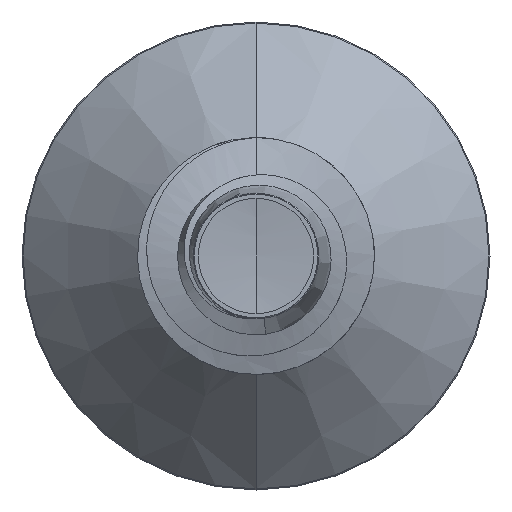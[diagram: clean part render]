
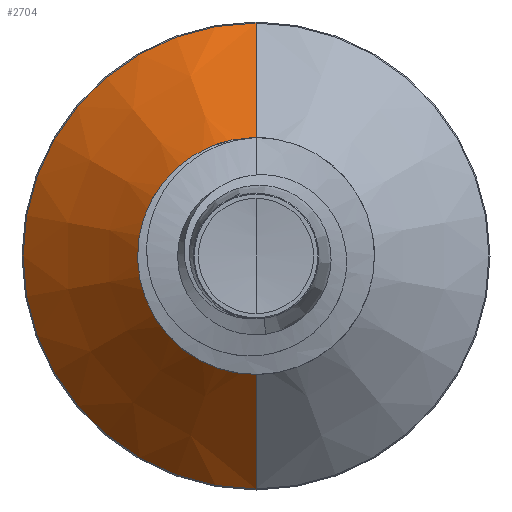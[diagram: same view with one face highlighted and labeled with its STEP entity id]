
A CAD part, front view. The second image highlights one B-rep face of the part: STEP entity #2704.
In plain terms, the highlighted conical face has half-angle 45 degrees and reference radius 3.632 mm.
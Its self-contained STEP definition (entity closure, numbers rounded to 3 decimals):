
#109 = VERTEX_POINT ( 'NONE', #4311 ) ;
#764 = VERTEX_POINT ( 'NONE', #3147 ) ;
#1645 = VERTEX_POINT ( 'NONE', #5066 ) ;
#1668 = FACE_OUTER_BOUND ( 'NONE', #1952, .T. ) ;
#1814 = DIRECTION ( 'NONE',  ( 0., 0., 1. ) ) ;
#1825 = DIRECTION ( 'NONE',  ( 0., 1., 0. ) ) ;
#1838 = CARTESIAN_POINT ( 'NONE',  ( 0., 11.515, 0. ) ) ;
#1952 = EDGE_LOOP ( 'NONE', ( #7827, #7691, #4869, #5402 ) ) ;
#2704 = ADVANCED_FACE ( 'NONE', ( #1668 ), #4105, .T. ) ;
#3147 = CARTESIAN_POINT ( 'NONE',  ( 0., 7.282, -3.632 ) ) ;
#3648 = EDGE_CURVE ( 'NONE', #1645, #109, #9167, .T. ) ;
#4105 = CONICAL_SURFACE ( 'NONE', #8950, 3.632, 0.785 ) ;
#4257 = CARTESIAN_POINT ( 'NONE',  ( 0., 7.282, 0. ) ) ;
#4311 = CARTESIAN_POINT ( 'NONE',  ( 0., 11.515, 7.865 ) ) ;
#4661 = VERTEX_POINT ( 'NONE', #8830 ) ;
#4869 = ORIENTED_EDGE ( 'NONE', *, *, #9675, .T. ) ;
#5066 = CARTESIAN_POINT ( 'NONE',  ( 0., 11.515, -7.865 ) ) ;
#5147 = CIRCLE ( 'NONE', #5542, 3.632 ) ;
#5402 = ORIENTED_EDGE ( 'NONE', *, *, #3648, .F. ) ;
#5440 = DIRECTION ( 'NONE',  ( 0., 0.707, 0.707 ) ) ;
#5448 = CARTESIAN_POINT ( 'NONE',  ( 0., 7.282, 3.632 ) ) ;
#5542 = AXIS2_PLACEMENT_3D ( 'NONE', #6708, #6706, #6698 ) ;
#5871 = VECTOR ( 'NONE', #5440, 1000. ) ;
#6328 = AXIS2_PLACEMENT_3D ( 'NONE', #1838, #1825, #1814 ) ;
#6348 = LINE ( 'NONE', #9060, #8372 ) ;
#6556 = LINE ( 'NONE', #5448, #5871 ) ;
#6698 = DIRECTION ( 'NONE',  ( 0., 0., 1. ) ) ;
#6706 = DIRECTION ( 'NONE',  ( 0., 1., 0. ) ) ;
#6708 = CARTESIAN_POINT ( 'NONE',  ( 0., 7.282, 0. ) ) ;
#6964 = EDGE_CURVE ( 'NONE', #764, #1645, #6348, .T. ) ;
#6989 = DIRECTION ( 'NONE',  ( 0., 0., 1. ) ) ;
#7154 = DIRECTION ( 'NONE',  ( 0., 1., 0. ) ) ;
#7691 = ORIENTED_EDGE ( 'NONE', *, *, #9923, .T. ) ;
#7827 = ORIENTED_EDGE ( 'NONE', *, *, #6964, .F. ) ;
#8372 = VECTOR ( 'NONE', #9002, 1000. ) ;
#8830 = CARTESIAN_POINT ( 'NONE',  ( 0., 7.282, 3.632 ) ) ;
#8950 = AXIS2_PLACEMENT_3D ( 'NONE', #4257, #7154, #6989 ) ;
#9002 = DIRECTION ( 'NONE',  ( 0., 0.707, -0.707 ) ) ;
#9060 = CARTESIAN_POINT ( 'NONE',  ( 0., 7.282, -3.632 ) ) ;
#9167 = CIRCLE ( 'NONE', #6328, 7.865 ) ;
#9675 = EDGE_CURVE ( 'NONE', #4661, #109, #6556, .T. ) ;
#9923 = EDGE_CURVE ( 'NONE', #764, #4661, #5147, .T. ) ;
